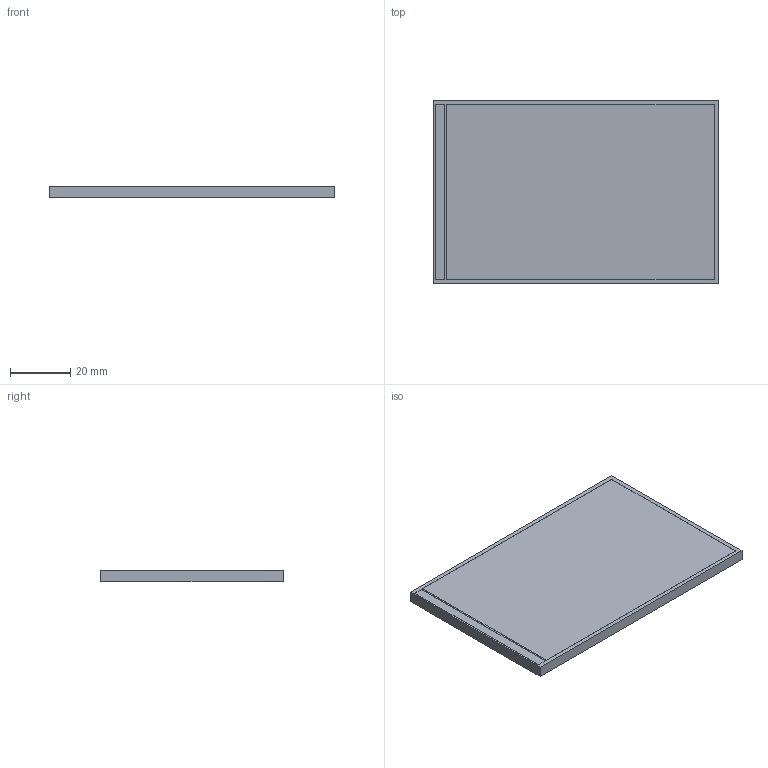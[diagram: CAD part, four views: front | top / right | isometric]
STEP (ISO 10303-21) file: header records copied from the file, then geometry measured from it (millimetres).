
FILE_DESCRIPTION (( 'STEP AP214' ), '1' );
FILE_NAME ('4inch-420x320.STEP', '2020-09-20T17:52:47', ( '' ), ( '' ), 'SwSTEP 2.0', 'SolidWorks 2019', '' );
FILE_SCHEMA (( 'AUTOMOTIVE_DESIGN' ));
Length unit declared in the file: millimetre
Products named in the file (1): 4inch-420x320
Bounding box: 94.57 x 60.88 x 3.8 mm (x, y, z)
Volume: 21093.6 mm3; surface area: 12696.3 mm2
Topology: 1 solids, 1 shells, 33 faces, 84 edges, 56 vertices
Faces by surface type: plane 29, cylinder 4
Entity records: 1317 total; most frequent: CARTESIAN_POINT 174, ORIENTED_EDGE 168, DIRECTION 160, EDGE_CURVE 84, LINE 76, VECTOR 76, VERTEX_POINT 56, AXIS2_PLACEMENT_3D 42
